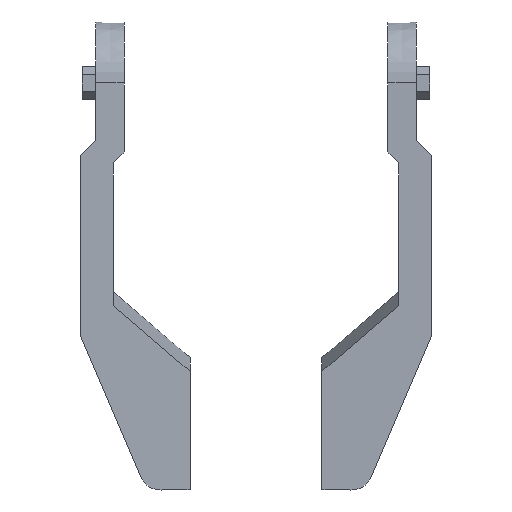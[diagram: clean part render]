
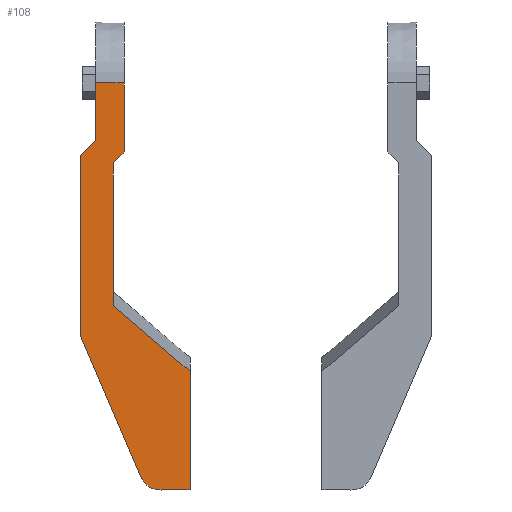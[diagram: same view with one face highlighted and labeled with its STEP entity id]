
A CAD part, left-side view. The second image highlights one B-rep face of the part: STEP entity #108.
In plain terms, the highlighted planar face has unit normal (-1, -0.018, 0).
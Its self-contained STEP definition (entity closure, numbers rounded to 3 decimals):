
#108=ADVANCED_FACE('',(#278),#279,.T.);
#278=FACE_OUTER_BOUND('',#509,.T.);
#279=PLANE('',#510);
#509=EDGE_LOOP('',(#768,#769,#770,#771,#772,#773,#774,#775,#776,#777,#778,#779));
#510=AXIS2_PLACEMENT_3D('',#780,#781,#782);
#768=ORIENTED_EDGE('',*,*,#1423,.T.);
#769=ORIENTED_EDGE('',*,*,#1424,.T.);
#770=ORIENTED_EDGE('',*,*,#1425,.T.);
#771=ORIENTED_EDGE('',*,*,#1426,.T.);
#772=ORIENTED_EDGE('',*,*,#1409,.T.);
#773=ORIENTED_EDGE('',*,*,#1415,.T.);
#774=ORIENTED_EDGE('',*,*,#1418,.T.);
#775=ORIENTED_EDGE('',*,*,#1427,.F.);
#776=ORIENTED_EDGE('',*,*,#1428,.T.);
#777=ORIENTED_EDGE('',*,*,#1429,.T.);
#778=ORIENTED_EDGE('',*,*,#1397,.T.);
#779=ORIENTED_EDGE('',*,*,#1430,.F.);
#780=CARTESIAN_POINT('',(-27.0,30.0,-186.2));
#781=DIRECTION('',(-1.,-0.017,0.));
#782=DIRECTION('',(0.0,0.,-1.0));
#1397=EDGE_CURVE('',#1672,#1673,#1674,.T.);
#1409=EDGE_CURVE('',#1696,#1694,#1697,.T.);
#1415=EDGE_CURVE('',#1694,#1705,#1707,.T.);
#1418=EDGE_CURVE('',#1705,#1710,#1711,.T.);
#1423=EDGE_CURVE('',#1718,#1719,#1720,.T.);
#1424=EDGE_CURVE('',#1719,#1721,#1722,.T.);
#1425=EDGE_CURVE('',#1721,#1723,#1724,.T.);
#1426=EDGE_CURVE('',#1723,#1696,#1725,.T.);
#1427=EDGE_CURVE('',#1726,#1710,#1727,.T.);
#1428=EDGE_CURVE('',#1726,#1728,#1729,.T.);
#1429=EDGE_CURVE('',#1728,#1672,#1730,.T.);
#1430=EDGE_CURVE('',#1718,#1673,#1731,.T.);
#1672=VERTEX_POINT('',#2075);
#1673=VERTEX_POINT('',#2076);
#1674=LINE('',#2077,#2078);
#1694=VERTEX_POINT('',#2106);
#1696=VERTEX_POINT('',#2109);
#1697=LINE('',#2110,#2111);
#1705=VERTEX_POINT('',#2122);
#1707=LINE('',#2125,#2126);
#1710=VERTEX_POINT('',#2130);
#1711=LINE('',#2131,#2132);
#1718=VERTEX_POINT('',#2142);
#1719=VERTEX_POINT('',#2143);
#1720=LINE('',#2144,#2145);
#1721=VERTEX_POINT('',#2146);
#1722=LINE('',#2147,#2148);
#1723=VERTEX_POINT('',#2149);
#1724=ELLIPSE('',#2150,10.002,10.0);
#1725=LINE('',#2151,#2152);
#1726=VERTEX_POINT('',#2153);
#1727=LINE('',#2154,#2155);
#1728=VERTEX_POINT('',#2156);
#1729=LINE('',#2157,#2158);
#1730=LINE('',#2159,#2160);
#1731=LINE('',#2161,#2162);
#2075=CARTESIAN_POINT('',(-27.751,73.0,0.0));
#2076=CARTESIAN_POINT('',(-27.751,73.0,-26.0));
#2077=CARTESIAN_POINT('',(-27.751,73.0,0.0));
#2078=VECTOR('',#2623,26.0);
#2106=CARTESIAN_POINT('',(-27.0,30.0,-131.27));
#2109=CARTESIAN_POINT('',(-27.0,30.0,-185.0));
#2110=CARTESIAN_POINT('',(-27.0,30.0,-185.0));
#2111=VECTOR('',#2636,53.73);
#2122=CARTESIAN_POINT('',(-27.611,65.0,-101.412));
#2125=CARTESIAN_POINT('',(-27.0,30.0,-131.27));
#2126=VECTOR('',#2641,46.01);
#2130=CARTESIAN_POINT('',(-27.611,65.0,-36.385));
#2131=CARTESIAN_POINT('',(-27.611,65.0,-101.412));
#2132=VECTOR('',#2643,65.027);
#2142=CARTESIAN_POINT('',(-27.873,80.0,-33.0));
#2143=CARTESIAN_POINT('',(-27.873,80.0,-115.0));
#2144=CARTESIAN_POINT('',(-27.873,80.0,-33.0));
#2145=VECTOR('',#2647,82.0);
#2146=CARTESIAN_POINT('',(-27.393,52.499,-179.17));
#2147=CARTESIAN_POINT('',(-27.873,80.0,-115.0));
#2148=VECTOR('',#2648,69.816);
#2149=CARTESIAN_POINT('',(-27.229,43.133,-185.229));
#2150=AXIS2_PLACEMENT_3D('',#2649,#2650,#2651);
#2151=CARTESIAN_POINT('',(-27.229,43.133,-185.229));
#2152=VECTOR('',#2652,13.137);
#2153=CARTESIAN_POINT('',(-27.524,60.0,-31.385));
#2154=CARTESIAN_POINT('',(-27.524,60.0,-31.385));
#2155=VECTOR('',#2653,7.072);
#2156=CARTESIAN_POINT('',(-27.524,60.0,0.0));
#2157=CARTESIAN_POINT('',(-27.524,60.0,-31.385));
#2158=VECTOR('',#2654,31.385);
#2159=CARTESIAN_POINT('',(-27.524,60.0,0.0));
#2160=VECTOR('',#2655,13.002);
#2161=CARTESIAN_POINT('',(-27.873,80.0,-33.0));
#2162=VECTOR('',#2656,9.9);
#2623=DIRECTION('',(0.0,0.0,-1.0));
#2636=DIRECTION('',(0.0,0.0,1.0));
#2641=DIRECTION('',(-0.013,0.761,0.649));
#2643=DIRECTION('',(0.0,0.0,1.0));
#2647=DIRECTION('',(0.0,0.0,-1.0));
#2648=DIRECTION('',(0.007,-0.394,-0.919));
#2649=CARTESIAN_POINT('',(-27.232,43.307,-175.231));
#2650=DIRECTION('',(-1.,-0.017,0.));
#2651=DIRECTION('',(0.017,-1.,0.));
#2652=DIRECTION('',(0.017,-1.,0.017));
#2653=DIRECTION('',(-0.012,0.707,-0.707));
#2654=DIRECTION('',(0.0,0.0,1.0));
#2655=DIRECTION('',(-0.017,1.,0.0));
#2656=DIRECTION('',(0.012,-0.707,0.707));
